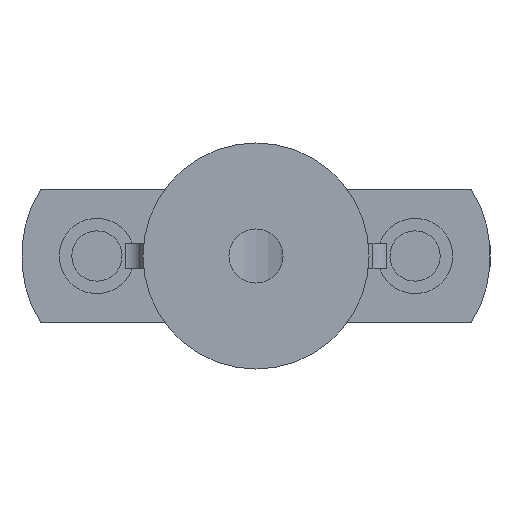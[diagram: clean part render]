
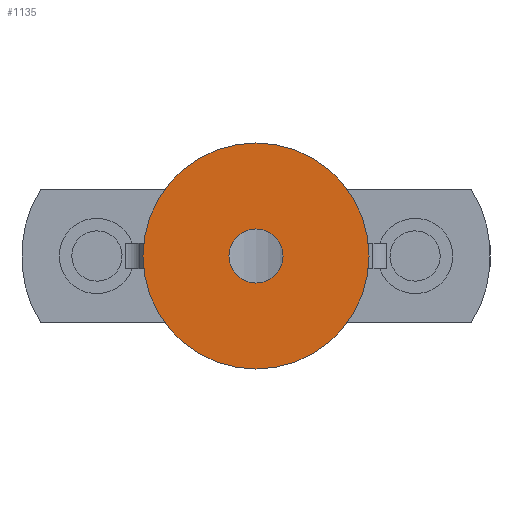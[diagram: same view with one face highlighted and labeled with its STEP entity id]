
A CAD part, front view. The second image highlights one B-rep face of the part: STEP entity #1135.
In plain terms, the highlighted planar face has unit normal (0, -1, 0).
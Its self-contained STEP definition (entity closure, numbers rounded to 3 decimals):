
#177 = CARTESIAN_POINT ( 'NONE',  ( 0., 0., 0. ) ) ;
#243 = PLANE ( 'NONE',  #3050 ) ;
#495 = ORIENTED_EDGE ( 'NONE', *, *, #1726, .F. ) ;
#901 = DIRECTION ( 'NONE',  ( 0., 1., 0. ) ) ;
#978 = AXIS2_PLACEMENT_3D ( 'NONE', #177, #2844, #3472 ) ;
#1002 = FACE_OUTER_BOUND ( 'NONE', #3296, .T. ) ;
#1073 = CARTESIAN_POINT ( 'NONE',  ( 0., 0., 13.5 ) ) ;
#1135 = ADVANCED_FACE ( 'NONE', ( #1862, #1002 ), #243, .F. ) ;
#1238 = DIRECTION ( 'NONE',  ( 0., 0., 1. ) ) ;
#1272 = EDGE_CURVE ( 'NONE', #2042, #2042, #2566, .T. ) ;
#1680 = CARTESIAN_POINT ( 'NONE',  ( 0., 0., 0. ) ) ;
#1720 = CARTESIAN_POINT ( 'NONE',  ( 0., 0., -3.235 ) ) ;
#1726 = EDGE_CURVE ( 'NONE', #2722, #2722, #2858, .T. ) ;
#1743 = DIRECTION ( 'NONE',  ( 0., 0., 1. ) ) ;
#1848 = EDGE_LOOP ( 'NONE', ( #495 ) ) ;
#1862 = FACE_BOUND ( 'NONE', #1848, .T. ) ;
#2042 = VERTEX_POINT ( 'NONE', #1073 ) ;
#2075 = DIRECTION ( 'NONE',  ( 0., 1., 0. ) ) ;
#2222 = AXIS2_PLACEMENT_3D ( 'NONE', #2366, #2075, #1743 ) ;
#2366 = CARTESIAN_POINT ( 'NONE',  ( 0., 0., 0. ) ) ;
#2566 = CIRCLE ( 'NONE', #2222, 13.5 ) ;
#2722 = VERTEX_POINT ( 'NONE', #1720 ) ;
#2779 = ORIENTED_EDGE ( 'NONE', *, *, #1272, .F. ) ;
#2844 = DIRECTION ( 'NONE',  ( 0., -1., 0. ) ) ;
#2858 = CIRCLE ( 'NONE', #978, 3.235 ) ;
#3050 = AXIS2_PLACEMENT_3D ( 'NONE', #1680, #901, #1238 ) ;
#3296 = EDGE_LOOP ( 'NONE', ( #2779 ) ) ;
#3472 = DIRECTION ( 'NONE',  ( 0., 0., -1. ) ) ;
